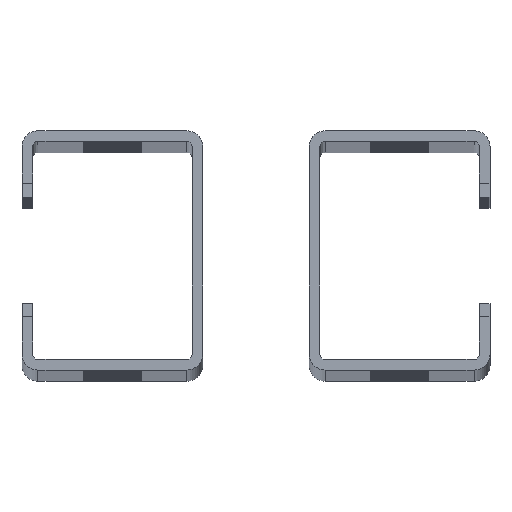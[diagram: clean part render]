
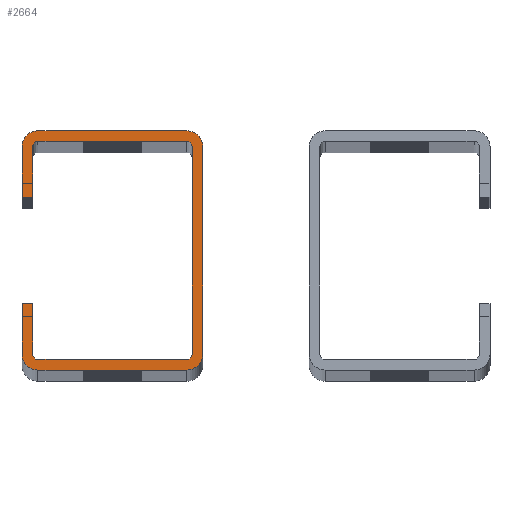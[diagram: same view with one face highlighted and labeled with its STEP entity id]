
A CAD part, top view. The second image highlights one B-rep face of the part: STEP entity #2664.
In plain terms, the highlighted planar face has unit normal (0, 0, 1).
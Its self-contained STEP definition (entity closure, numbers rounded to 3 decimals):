
#2664=ADVANCED_FACE('',(#10787),#10788,.T.);
#10787=FACE_OUTER_BOUND('',#21811,.T.);
#10788=PLANE('',#21812);
#21811=EDGE_LOOP('',(#50777,#50778,#50779,#50780,#50781,#50782,#50783,#50784,#50785,#50786,#50787,#50788,#50789,#50790,#50791,#50792,#50793,#50794,#50795,#50796));
#21812=AXIS2_PLACEMENT_3D('',#50797,#50798,#50799);
#50777=ORIENTED_EDGE('',*,*,#82109,.F.);
#50778=ORIENTED_EDGE('',*,*,#82147,.F.);
#50779=ORIENTED_EDGE('',*,*,#82144,.F.);
#50780=ORIENTED_EDGE('',*,*,#82141,.F.);
#50781=ORIENTED_EDGE('',*,*,#82138,.F.);
#50782=ORIENTED_EDGE('',*,*,#82106,.F.);
#50783=ORIENTED_EDGE('',*,*,#79223,.F.);
#50784=ORIENTED_EDGE('',*,*,#80189,.F.);
#50785=ORIENTED_EDGE('',*,*,#82136,.F.);
#50786=ORIENTED_EDGE('',*,*,#82133,.F.);
#50787=ORIENTED_EDGE('',*,*,#82130,.F.);
#50788=ORIENTED_EDGE('',*,*,#82127,.F.);
#50789=ORIENTED_EDGE('',*,*,#82124,.F.);
#50790=ORIENTED_EDGE('',*,*,#82121,.F.);
#50791=ORIENTED_EDGE('',*,*,#82118,.F.);
#50792=ORIENTED_EDGE('',*,*,#79215,.F.);
#50793=ORIENTED_EDGE('',*,*,#76336,.F.);
#50794=ORIENTED_EDGE('',*,*,#77302,.F.);
#50795=ORIENTED_EDGE('',*,*,#82116,.F.);
#50796=ORIENTED_EDGE('',*,*,#82113,.F.);
#50797=CARTESIAN_POINT('',(-24.76,0.,1200.0));
#50798=DIRECTION('',(0.0,0.0,1.0));
#50799=DIRECTION('',(1.0,0.0,0.0));
#76336=EDGE_CURVE('',#93339,#93342,#93343,.T.);
#77302=EDGE_CURVE('',#95270,#93339,#95272,.T.);
#79215=EDGE_CURVE('',#93342,#98141,#98142,.T.);
#79223=EDGE_CURVE('',#98152,#98155,#98156,.T.);
#80189=EDGE_CURVE('',#100083,#98152,#100085,.T.);
#82106=EDGE_CURVE('',#98155,#102960,#102961,.T.);
#82109=EDGE_CURVE('',#102965,#102966,#102967,.T.);
#82113=EDGE_CURVE('',#102966,#102973,#102974,.T.);
#82116=EDGE_CURVE('',#102973,#95270,#102978,.T.);
#82118=EDGE_CURVE('',#98141,#102980,#102981,.T.);
#82121=EDGE_CURVE('',#102980,#102985,#102986,.T.);
#82124=EDGE_CURVE('',#102985,#102990,#102991,.T.);
#82127=EDGE_CURVE('',#102990,#102995,#102996,.T.);
#82130=EDGE_CURVE('',#102995,#103000,#103001,.T.);
#82133=EDGE_CURVE('',#103000,#103005,#103006,.T.);
#82136=EDGE_CURVE('',#103005,#100083,#103010,.T.);
#82138=EDGE_CURVE('',#102960,#103012,#103013,.T.);
#82141=EDGE_CURVE('',#103012,#103017,#103018,.T.);
#82144=EDGE_CURVE('',#103017,#103022,#103023,.T.);
#82147=EDGE_CURVE('',#103022,#102965,#103027,.T.);
#93339=VERTEX_POINT('',#121071);
#93342=VERTEX_POINT('',#121075);
#93343=LINE('',#121076,#121077);
#95270=VERTEX_POINT('',#123968);
#95272=LINE('',#123971,#123972);
#98141=VERTEX_POINT('',#128753);
#98142=LINE('',#128754,#128755);
#98152=VERTEX_POINT('',#128771);
#98155=VERTEX_POINT('',#128775);
#98156=LINE('',#128776,#128777);
#100083=VERTEX_POINT('',#131668);
#100085=LINE('',#131671,#131672);
#102960=VERTEX_POINT('',#136463);
#102961=LINE('',#136464,#136465);
#102965=VERTEX_POINT('',#136471);
#102966=VERTEX_POINT('',#136472);
#102967=CIRCLE('',#136473,3.0);
#102973=VERTEX_POINT('',#136481);
#102974=LINE('',#136482,#136483);
#102978=CIRCLE('',#136489,3.0);
#102980=VERTEX_POINT('',#136491);
#102981=CIRCLE('',#136492,1.0);
#102985=VERTEX_POINT('',#136497);
#102986=LINE('',#136498,#136499);
#102990=VERTEX_POINT('',#136505);
#102991=CIRCLE('',#136506,1.0);
#102995=VERTEX_POINT('',#136511);
#102996=LINE('',#136512,#136513);
#103000=VERTEX_POINT('',#136519);
#103001=CIRCLE('',#136520,1.0);
#103005=VERTEX_POINT('',#136525);
#103006=LINE('',#136526,#136527);
#103010=CIRCLE('',#136533,1.0);
#103012=VERTEX_POINT('',#136535);
#103013=CIRCLE('',#136536,3.0);
#103017=VERTEX_POINT('',#136541);
#103018=LINE('',#136542,#136543);
#103022=VERTEX_POINT('',#136549);
#103023=CIRCLE('',#136550,3.0);
#103027=LINE('',#136555,#136556);
#121071=CARTESIAN_POINT('',(-44.0,-10.0,1200.0));
#121075=CARTESIAN_POINT('',(-42.0,-10.0,1200.0));
#121076=CARTESIAN_POINT('',(-42.0,-10.0,1200.0));
#121077=VECTOR('',#159824,1.0);
#123968=CARTESIAN_POINT('',(-44.0,-19.5,1200.0));
#123971=CARTESIAN_POINT('',(-44.0,-10.0,1200.0));
#123972=VECTOR('',#160790,1.0);
#128753=CARTESIAN_POINT('',(-42.0,-19.5,1200.0));
#128754=CARTESIAN_POINT('',(-42.0,-10.0,1200.0));
#128755=VECTOR('',#162703,1.0);
#128771=CARTESIAN_POINT('',(-42.0,10.0,1200.0));
#128775=CARTESIAN_POINT('',(-44.0,10.0,1200.0));
#128776=CARTESIAN_POINT('',(-42.0,10.0,1200.0));
#128777=VECTOR('',#162711,1.0);
#131668=CARTESIAN_POINT('',(-42.0,19.5,1200.0));
#131671=CARTESIAN_POINT('',(-42.0,19.5,1200.0));
#131672=VECTOR('',#163677,1.0);
#136463=CARTESIAN_POINT('',(-44.0,19.5,1200.0));
#136464=CARTESIAN_POINT('',(-44.0,19.5,1200.0));
#136465=VECTOR('',#165594,1.0);
#136471=CARTESIAN_POINT('',(-10.0,-19.5,1200.0));
#136472=CARTESIAN_POINT('',(-13.0,-22.5,1200.0));
#136473=AXIS2_PLACEMENT_3D('',#165597,#165598,#165599);
#136481=CARTESIAN_POINT('',(-41.0,-22.5,1200.0));
#136482=CARTESIAN_POINT('',(-13.0,-22.5,1200.0));
#136483=VECTOR('',#165605,1.0);
#136489=AXIS2_PLACEMENT_3D('',#165608,#165609,#165610);
#136491=CARTESIAN_POINT('',(-41.0,-20.5,1200.0));
#136492=AXIS2_PLACEMENT_3D('',#165614,#165615,#165616);
#136497=CARTESIAN_POINT('',(-13.0,-20.5,1200.0));
#136498=CARTESIAN_POINT('',(-13.0,-20.5,1200.0));
#136499=VECTOR('',#165621,1.0);
#136505=CARTESIAN_POINT('',(-12.0,-19.5,1200.0));
#136506=AXIS2_PLACEMENT_3D('',#165624,#165625,#165626);
#136511=CARTESIAN_POINT('',(-12.0,19.5,1200.0));
#136512=CARTESIAN_POINT('',(-12.0,19.5,1200.0));
#136513=VECTOR('',#165631,1.0);
#136519=CARTESIAN_POINT('',(-13.0,20.5,1200.0));
#136520=AXIS2_PLACEMENT_3D('',#165634,#165635,#165636);
#136525=CARTESIAN_POINT('',(-41.0,20.5,1200.0));
#136526=CARTESIAN_POINT('',(-13.0,20.5,1200.0));
#136527=VECTOR('',#165641,1.0);
#136533=AXIS2_PLACEMENT_3D('',#165644,#165645,#165646);
#136535=CARTESIAN_POINT('',(-41.0,22.5,1200.0));
#136536=AXIS2_PLACEMENT_3D('',#165650,#165651,#165652);
#136541=CARTESIAN_POINT('',(-13.0,22.5,1200.0));
#136542=CARTESIAN_POINT('',(-13.0,22.5,1200.0));
#136543=VECTOR('',#165657,1.0);
#136549=CARTESIAN_POINT('',(-10.0,19.5,1200.0));
#136550=AXIS2_PLACEMENT_3D('',#165660,#165661,#165662);
#136555=CARTESIAN_POINT('',(-10.0,19.5,1200.0));
#136556=VECTOR('',#165667,1.0);
#159824=DIRECTION('',(1.0,0.0,0.0));
#160790=DIRECTION('',(0.0,1.0,0.0));
#162703=DIRECTION('',(0.0,-1.0,0.0));
#162711=DIRECTION('',(-1.0,0.0,0.0));
#163677=DIRECTION('',(0.0,-1.0,0.0));
#165594=DIRECTION('',(0.0,1.0,0.0));
#165597=CARTESIAN_POINT('',(-13.0,-19.5,1200.0));
#165598=DIRECTION('',(0.0,0.0,-1.0));
#165599=DIRECTION('',(1.0,0.0,0.0));
#165605=DIRECTION('',(-1.0,0.0,0.0));
#165608=CARTESIAN_POINT('',(-41.0,-19.5,1200.0));
#165609=DIRECTION('',(0.0,0.0,-1.0));
#165610=DIRECTION('',(1.0,0.0,0.0));
#165614=CARTESIAN_POINT('',(-41.0,-19.5,1200.0));
#165615=DIRECTION('',(0.0,0.0,1.0));
#165616=DIRECTION('',(1.0,0.0,0.0));
#165621=DIRECTION('',(1.0,0.0,0.0));
#165624=CARTESIAN_POINT('',(-13.0,-19.5,1200.0));
#165625=DIRECTION('',(0.0,0.0,1.0));
#165626=DIRECTION('',(1.0,0.0,0.0));
#165631=DIRECTION('',(0.0,1.0,0.0));
#165634=CARTESIAN_POINT('',(-13.0,19.5,1200.0));
#165635=DIRECTION('',(0.0,0.0,1.0));
#165636=DIRECTION('',(1.0,0.0,0.0));
#165641=DIRECTION('',(-1.0,0.0,0.0));
#165644=CARTESIAN_POINT('',(-41.0,19.5,1200.0));
#165645=DIRECTION('',(0.0,0.0,1.0));
#165646=DIRECTION('',(1.0,0.0,0.0));
#165650=CARTESIAN_POINT('',(-41.0,19.5,1200.0));
#165651=DIRECTION('',(0.0,0.0,-1.0));
#165652=DIRECTION('',(1.0,0.0,0.0));
#165657=DIRECTION('',(1.0,0.0,0.0));
#165660=CARTESIAN_POINT('',(-13.0,19.5,1200.0));
#165661=DIRECTION('',(0.0,0.0,-1.0));
#165662=DIRECTION('',(1.0,0.0,0.0));
#165667=DIRECTION('',(0.0,-1.0,0.0));
